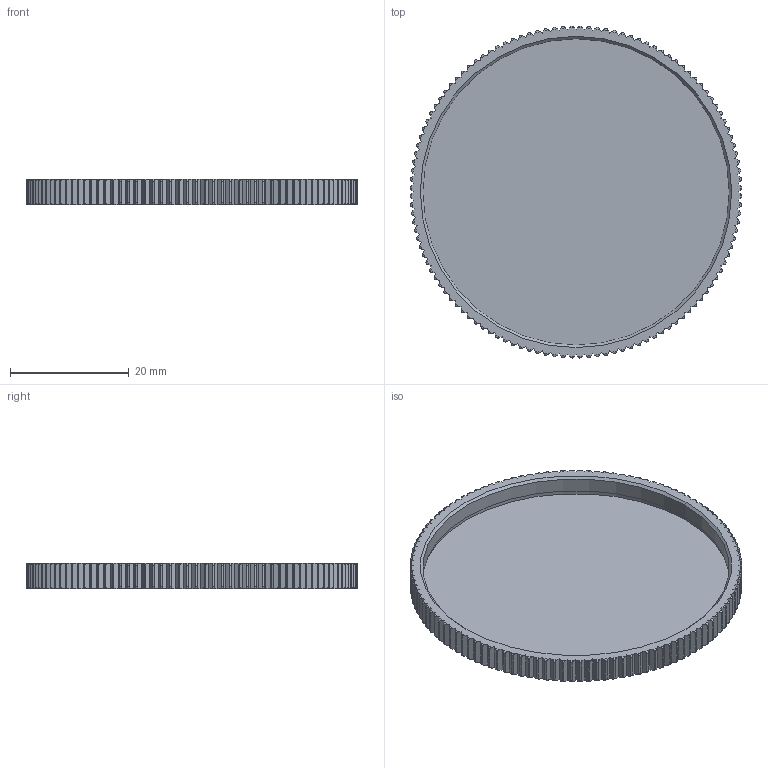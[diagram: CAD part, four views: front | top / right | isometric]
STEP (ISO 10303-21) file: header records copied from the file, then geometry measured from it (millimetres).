
FILE_DESCRIPTION (( 'STEP AP203' ), '1' );
FILE_NAME ('SM2-B1.STEP', '2025-12-17T01:49:52', ( '' ), ( '' ), 'SwSTEP 2.0', 'SolidWorks 2020', '' );
FILE_SCHEMA (( 'CONFIG_CONTROL_DESIGN' ));
Products named in the file (1): SM2-B1
Bounding box: 55.99 x 55.99 x 4.3 mm (x, y, z)
Volume: 2799.7 mm3; surface area: 6467.2 mm2
Topology: 1 solids, 1 shells, 882 faces, 2587 edges, 1728 vertices
Faces by surface type: plane 461, torus 240, cylinder 124, bspline 55, cone 2
Entity records: 37044 total; most frequent: CARTESIAN_POINT 14349, ORIENTED_EDGE 5174, DIRECTION 4143, EDGE_CURVE 2587, VERTEX_POINT 1728, VECTOR 1507, LINE 1507, AXIS2_PLACEMENT_3D 1318
